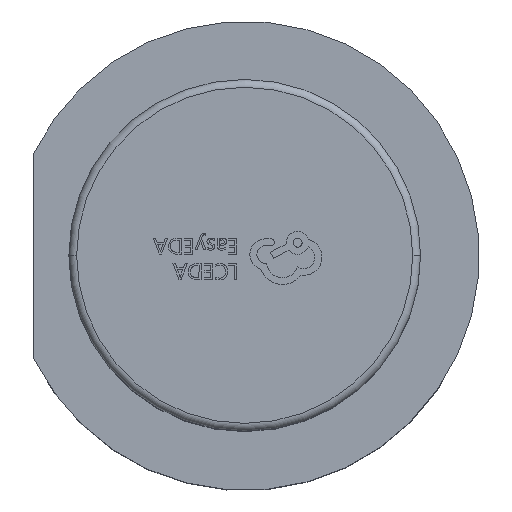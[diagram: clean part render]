
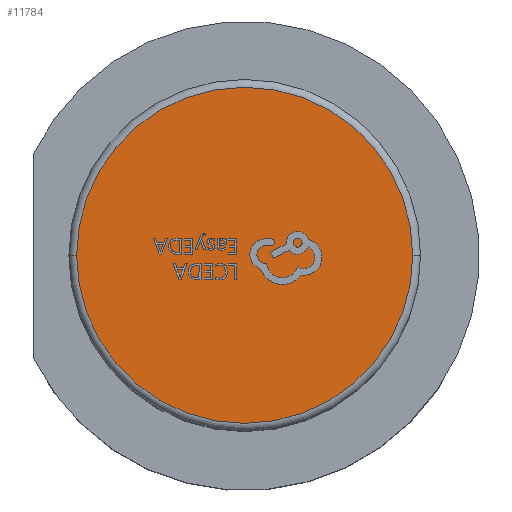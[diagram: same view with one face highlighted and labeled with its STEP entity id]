
A CAD part, top view. The second image highlights one B-rep face of the part: STEP entity #11784.
In plain terms, the highlighted planar face has unit normal (0, 0, 1).
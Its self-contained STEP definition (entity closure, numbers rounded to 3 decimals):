
#200 = CARTESIAN_POINT ( 'NONE',  ( 0., 0., 12.8 ) ) ;
#479 = VERTEX_POINT ( 'NONE', #6038 ) ;
#747 = EDGE_CURVE ( 'NONE', #5098, #479, #1148, .T. ) ;
#1148 = CIRCLE ( 'NONE', #11101, 4.3 ) ;
#1182 = CARTESIAN_POINT ( 'NONE',  ( 0., 0., 12.8 ) ) ;
#2758 = AXIS2_PLACEMENT_3D ( 'NONE', #200, #12607, #15207 ) ;
#3013 = AXIS2_PLACEMENT_3D ( 'NONE', #3857, #6289, #15317 ) ;
#3857 = CARTESIAN_POINT ( 'NONE',  ( 0., 0., 12.8 ) ) ;
#5098 = VERTEX_POINT ( 'NONE', #15068 ) ;
#6038 = CARTESIAN_POINT ( 'NONE',  ( -4.3, 0., 12.8 ) ) ;
#6134 = DIRECTION ( 'NONE',  ( 0., 0., 1. ) ) ;
#6289 = DIRECTION ( 'NONE',  ( 0., 0., 1. ) ) ;
#7708 = FACE_OUTER_BOUND ( 'NONE', #13809, .T. ) ;
#8166 = ORIENTED_EDGE ( 'NONE', *, *, #747, .T. ) ;
#8437 = EDGE_CURVE ( 'NONE', #479, #5098, #14561, .T. ) ;
#11101 = AXIS2_PLACEMENT_3D ( 'NONE', #1182, #6134, #11191 ) ;
#11191 = DIRECTION ( 'NONE',  ( 1., 0., 0. ) ) ;
#11784 = ADVANCED_FACE ( 'NONE', ( #7708 ), #14031, .T. ) ;
#12607 = DIRECTION ( 'NONE',  ( 0., 0., 1. ) ) ;
#13043 = ORIENTED_EDGE ( 'NONE', *, *, #8437, .T. ) ;
#13809 = EDGE_LOOP ( 'NONE', ( #8166, #13043 ) ) ;
#14031 = PLANE ( 'NONE',  #3013 ) ;
#14561 = CIRCLE ( 'NONE', #2758, 4.3 ) ;
#15068 = CARTESIAN_POINT ( 'NONE',  ( 4.3, 0., 12.8 ) ) ;
#15207 = DIRECTION ( 'NONE',  ( 1., 0., 0. ) ) ;
#15317 = DIRECTION ( 'NONE',  ( 1., 0., 0. ) ) ;
